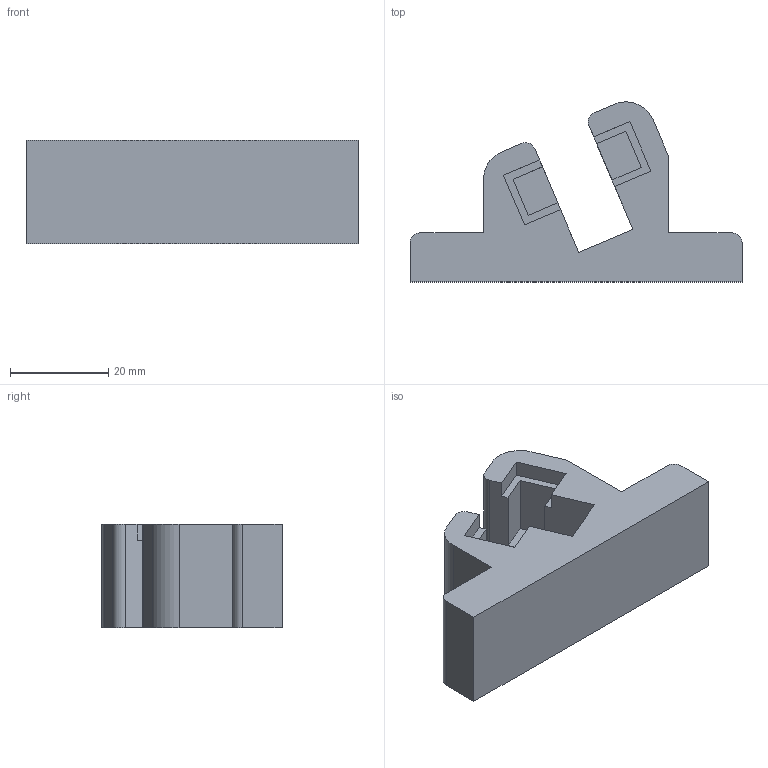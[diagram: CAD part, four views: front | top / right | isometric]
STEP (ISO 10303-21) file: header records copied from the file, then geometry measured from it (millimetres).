
FILE_DESCRIPTION(/* description */ (''),/* implementation_level */ '2;1');
FILE_NAME(/* name */ 'Basis Rollenhalter rechts.step',/* time_stamp */ '2024-08-11T17:37:08+02:00',/* author */ (''),/* organization */ (''),/* preprocessor_version */ 'ST-DEVELOPER v20',/* originating_system */ 'Autodesk Translation Framework v13.14.0.145',/* authorisation */ '');
FILE_SCHEMA (('AUTOMOTIVE_DESIGN { 1 0 10303 214 3 1 1 }'));
Length unit declared in the file: millimetre
Products named in the file (2): Stringer Basis MB; Basis Rollenhalter rechts
Assembly tree (1 placements, depth 2):
  Stringer Basis MB
    Basis Rollenhalter rechts
Bounding box: 67.66 x 36.7 x 21 mm (x, y, z)
Volume: 23044.9 mm3; surface area: 7830.6 mm2
Topology: 1 solids, 1 shells, 38 faces, 108 edges, 72 vertices
Faces by surface type: plane 31, cylinder 7
Entity records: 1314 total; most frequent: CARTESIAN_POINT 221, ORIENTED_EDGE 216, DIRECTION 204, EDGE_CURVE 108, LINE 94, VECTOR 94, VERTEX_POINT 72, AXIS2_PLACEMENT_3D 55
